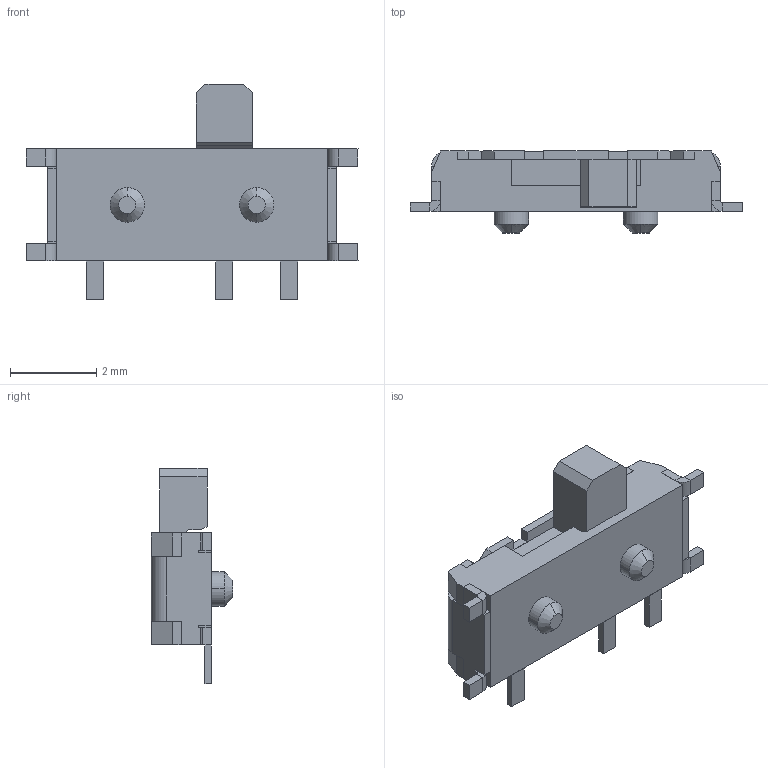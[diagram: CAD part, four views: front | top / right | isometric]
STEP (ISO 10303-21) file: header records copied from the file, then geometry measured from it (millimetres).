
FILE_DESCRIPTION (( 'STEP AP214' ), '1' );
FILE_NAME ('SSSS811101.STEP', '2024-08-01T00:57:54', ( '' ), ( '' ), 'SwSTEP 2.0', 'SolidWorks 2021', '' );
FILE_SCHEMA (( 'AUTOMOTIVE_DESIGN' ));
Length unit declared in the file: millimetre
Products named in the file (1): SSSS811101
Bounding box: 7.7 x 1.9 x 5 mm (x, y, z)
Volume: 26.5 mm3; surface area: 121.4 mm2
Topology: 6 solids, 6 shells, 190 faces, 480 edges, 304 vertices
Faces by surface type: plane 170, cylinder 16, cone 4
Entity records: 5639 total; most frequent: CARTESIAN_POINT 975, ORIENTED_EDGE 960, DIRECTION 902, EDGE_CURVE 480, VECTOR 440, LINE 440, VERTEX_POINT 304, AXIS2_PLACEMENT_3D 231
